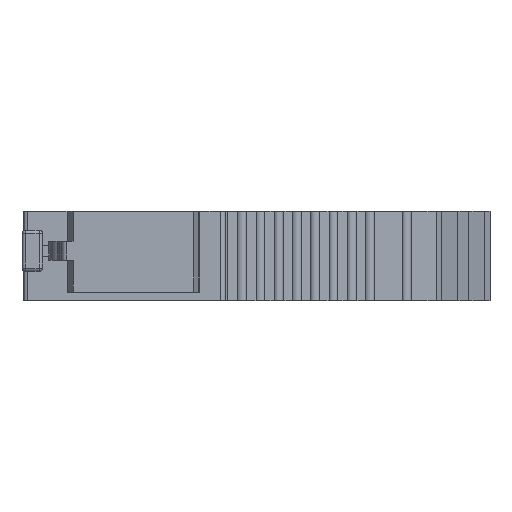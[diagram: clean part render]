
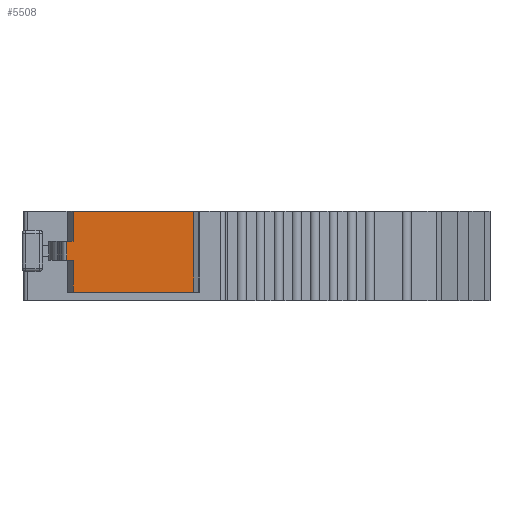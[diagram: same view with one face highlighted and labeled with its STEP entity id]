
A CAD part, front view. The second image highlights one B-rep face of the part: STEP entity #5508.
In plain terms, the highlighted planar face has unit normal (0, -1, 0).
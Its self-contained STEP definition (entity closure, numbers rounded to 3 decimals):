
#114 = VERTEX_POINT ( 'NONE', #4238 ) ;
#128 = VERTEX_POINT ( 'NONE', #4203 ) ;
#174 = CARTESIAN_POINT ( 'NONE',  ( -2.359, 0., 5.2 ) ) ;
#267 = ORIENTED_EDGE ( 'NONE', *, *, #1957, .F. ) ;
#352 = LINE ( 'NONE', #2179, #2968 ) ;
#390 = DIRECTION ( 'NONE',  ( 0., 0., 1. ) ) ;
#577 = VERTEX_POINT ( 'NONE', #5512 ) ;
#654 = LINE ( 'NONE', #1377, #3831 ) ;
#682 = DIRECTION ( 'NONE',  ( 0., 0., -1. ) ) ;
#870 = CARTESIAN_POINT ( 'NONE',  ( -3.496, 0., 5.2 ) ) ;
#960 = LINE ( 'NONE', #3969, #2006 ) ;
#977 = EDGE_CURVE ( 'NONE', #128, #3476, #1894, .T. ) ;
#1016 = ORIENTED_EDGE ( 'NONE', *, *, #1768, .F. ) ;
#1155 = CARTESIAN_POINT ( 'NONE',  ( -3.496, 0., 5.05 ) ) ;
#1187 = EDGE_LOOP ( 'NONE', ( #1427, #1016, #1189, #267, #2822, #4821, #2422, #4864 ) ) ;
#1189 = ORIENTED_EDGE ( 'NONE', *, *, #5513, .T. ) ;
#1259 = DIRECTION ( 'NONE',  ( 0., 0., -1. ) ) ;
#1282 = EDGE_CURVE ( 'NONE', #3929, #577, #5593, .T. ) ;
#1331 = CARTESIAN_POINT ( 'NONE',  ( -3.496, 0., 5.05 ) ) ;
#1342 = VECTOR ( 'NONE', #682, 1000. ) ;
#1346 = LINE ( 'NONE', #2164, #5393 ) ;
#1377 = CARTESIAN_POINT ( 'NONE',  ( -3.496, 0., 0.5 ) ) ;
#1427 = ORIENTED_EDGE ( 'NONE', *, *, #1282, .T. ) ;
#1448 = VECTOR ( 'NONE', #3388, 1000. ) ;
#1525 = CARTESIAN_POINT ( 'NONE',  ( -3.864, 0., 2.35 ) ) ;
#1768 = EDGE_CURVE ( 'NONE', #3658, #577, #4392, .T. ) ;
#1807 = CARTESIAN_POINT ( 'NONE',  ( -3.496, 0., 0.5 ) ) ;
#1894 = LINE ( 'NONE', #2666, #4470 ) ;
#1957 = EDGE_CURVE ( 'NONE', #114, #3158, #352, .T. ) ;
#1968 = FACE_OUTER_BOUND ( 'NONE', #1187, .T. ) ;
#2006 = VECTOR ( 'NONE', #1259, 1000. ) ;
#2164 = CARTESIAN_POINT ( 'NONE',  ( -3.864, 0., 5.05 ) ) ;
#2179 = CARTESIAN_POINT ( 'NONE',  ( -4.596, 0., 2.35 ) ) ;
#2271 = CARTESIAN_POINT ( 'NONE',  ( 3.504, 0., 5.2 ) ) ;
#2294 = DIRECTION ( 'NONE',  ( 1., 0., 0. ) ) ;
#2422 = ORIENTED_EDGE ( 'NONE', *, *, #977, .T. ) ;
#2449 = CARTESIAN_POINT ( 'NONE',  ( -4.796, 0., 3.45 ) ) ;
#2666 = CARTESIAN_POINT ( 'NONE',  ( 3.504, 0., 5.05 ) ) ;
#2671 = LINE ( 'NONE', #174, #1448 ) ;
#2822 = ORIENTED_EDGE ( 'NONE', *, *, #3896, .T. ) ;
#2892 = DIRECTION ( 'NONE',  ( 1., 0., 0. ) ) ;
#2968 = VECTOR ( 'NONE', #4888, 1000. ) ;
#3066 = PLANE ( 'NONE',  #5262 ) ;
#3158 = VERTEX_POINT ( 'NONE', #1525 ) ;
#3388 = DIRECTION ( 'NONE',  ( 1., 0., 0. ) ) ;
#3423 = VERTEX_POINT ( 'NONE', #1807 ) ;
#3476 = VERTEX_POINT ( 'NONE', #2271 ) ;
#3533 = DIRECTION ( 'NONE',  ( 0., -1., 0. ) ) ;
#3646 = EDGE_CURVE ( 'NONE', #3929, #3476, #2671, .T. ) ;
#3658 = VERTEX_POINT ( 'NONE', #5205 ) ;
#3743 = VECTOR ( 'NONE', #2892, 1000. ) ;
#3831 = VECTOR ( 'NONE', #2294, 1000. ) ;
#3896 = EDGE_CURVE ( 'NONE', #114, #3423, #960, .T. ) ;
#3929 = VERTEX_POINT ( 'NONE', #870 ) ;
#3969 = CARTESIAN_POINT ( 'NONE',  ( -3.496, 0., 5.05 ) ) ;
#4203 = CARTESIAN_POINT ( 'NONE',  ( 3.504, 0., 0.5 ) ) ;
#4238 = CARTESIAN_POINT ( 'NONE',  ( -3.496, 0., 2.35 ) ) ;
#4392 = LINE ( 'NONE', #2449, #3743 ) ;
#4470 = VECTOR ( 'NONE', #390, 1000. ) ;
#4821 = ORIENTED_EDGE ( 'NONE', *, *, #5158, .T. ) ;
#4864 = ORIENTED_EDGE ( 'NONE', *, *, #3646, .F. ) ;
#4888 = DIRECTION ( 'NONE',  ( -1., 0., 0. ) ) ;
#4913 = DIRECTION ( 'NONE',  ( 0., 0., -1. ) ) ;
#4970 = DIRECTION ( 'NONE',  ( 0., 0., -1. ) ) ;
#5158 = EDGE_CURVE ( 'NONE', #3423, #128, #654, .T. ) ;
#5205 = CARTESIAN_POINT ( 'NONE',  ( -3.864, 0., 3.45 ) ) ;
#5262 = AXIS2_PLACEMENT_3D ( 'NONE', #1331, #3533, #4913 ) ;
#5393 = VECTOR ( 'NONE', #4970, 1000. ) ;
#5508 = ADVANCED_FACE ( 'NONE', ( #1968 ), #3066, .T. ) ;
#5512 = CARTESIAN_POINT ( 'NONE',  ( -3.496, 0., 3.45 ) ) ;
#5513 = EDGE_CURVE ( 'NONE', #3658, #3158, #1346, .T. ) ;
#5593 = LINE ( 'NONE', #1155, #1342 ) ;
